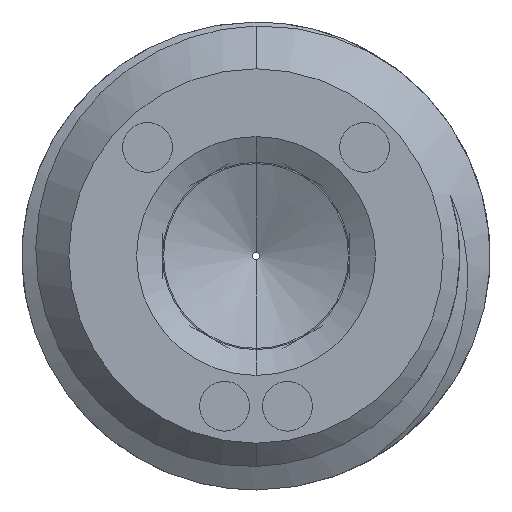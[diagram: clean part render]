
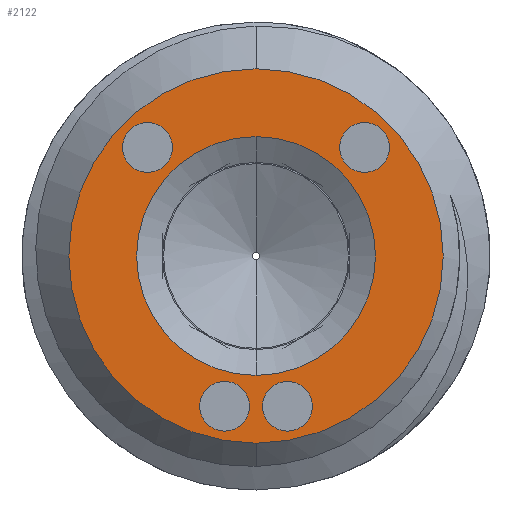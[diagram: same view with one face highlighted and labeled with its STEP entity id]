
A CAD part, left-side view. The second image highlights one B-rep face of the part: STEP entity #2122.
In plain terms, the highlighted planar face has unit normal (-1, 0, 0).
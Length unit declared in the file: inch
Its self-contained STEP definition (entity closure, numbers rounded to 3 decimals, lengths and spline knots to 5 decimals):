
#2 = DIRECTION ( 'NONE',  ( 0., 0., 1. ) ) ;
#4 = EDGE_CURVE ( 'NONE', #1492, #530, #1663, .T. ) ;
#26 = CIRCLE ( 'NONE', #2650, 0.01663 ) ;
#45 = VERTEX_POINT ( 'NONE', #1294 ) ;
#50 = DIRECTION ( 'NONE',  ( 1., 0., 0. ) ) ;
#58 = DIRECTION ( 'NONE',  ( -1., 0., 0. ) ) ;
#61 = CARTESIAN_POINT ( 'NONE',  ( -0.14, -0.07248, 0.07248 ) ) ;
#74 = CARTESIAN_POINT ( 'NONE',  ( -0.14, 0.021, -0.11695 ) ) ;
#75 = AXIS2_PLACEMENT_3D ( 'NONE', #3052, #3283, #3276 ) ;
#84 = ORIENTED_EDGE ( 'NONE', *, *, #2731, .F. ) ;
#87 = AXIS2_PLACEMENT_3D ( 'NONE', #1729, #176, #1966 ) ;
#147 = FACE_BOUND ( 'NONE', #369, .T. ) ;
#158 = EDGE_LOOP ( 'NONE', ( #2304, #3041 ) ) ;
#176 = DIRECTION ( 'NONE',  ( 1., 0., 0. ) ) ;
#223 = EDGE_CURVE ( 'NONE', #526, #45, #436, .T. ) ;
#228 = DIRECTION ( 'NONE',  ( 0., 0., 1. ) ) ;
#249 = DIRECTION ( 'NONE',  ( 1., 0., 0. ) ) ;
#256 = AXIS2_PLACEMENT_3D ( 'NONE', #1975, #968, #1375 ) ;
#266 = EDGE_CURVE ( 'NONE', #2408, #707, #317, .T. ) ;
#276 = EDGE_LOOP ( 'NONE', ( #327, #1031 ) ) ;
#305 = CIRCLE ( 'NONE', #801, 0.125 ) ;
#317 = CIRCLE ( 'NONE', #87, 0.125 ) ;
#327 = ORIENTED_EDGE ( 'NONE', *, *, #333, .F. ) ;
#333 = EDGE_CURVE ( 'NONE', #1347, #3260, #480, .T. ) ;
#348 = DIRECTION ( 'NONE',  ( 0., 0., -1. ) ) ;
#359 = ORIENTED_EDGE ( 'NONE', *, *, #1953, .F. ) ;
#368 = DIRECTION ( 'NONE',  ( -1., 0., 0. ) ) ;
#369 = EDGE_LOOP ( 'NONE', ( #84, #2679 ) ) ;
#436 = CIRCLE ( 'NONE', #2183, 0.01663 ) ;
#480 = CIRCLE ( 'NONE', #256, 0.01663 ) ;
#494 = DIRECTION ( 'NONE',  ( 0., 0., 1. ) ) ;
#523 = DIRECTION ( 'NONE',  ( -1., 0., 0. ) ) ;
#526 = VERTEX_POINT ( 'NONE', #2549 ) ;
#530 = VERTEX_POINT ( 'NONE', #3024 ) ;
#562 = ORIENTED_EDGE ( 'NONE', *, *, #572, .F. ) ;
#572 = EDGE_CURVE ( 'NONE', #712, #2058, #26, .T. ) ;
#638 = FACE_BOUND ( 'NONE', #1670, .T. ) ;
#707 = VERTEX_POINT ( 'NONE', #2904 ) ;
#712 = VERTEX_POINT ( 'NONE', #2917 ) ;
#742 = CIRCLE ( 'NONE', #1376, 0.01663 ) ;
#773 = EDGE_CURVE ( 'NONE', #2058, #712, #742, .T. ) ;
#801 = AXIS2_PLACEMENT_3D ( 'NONE', #3015, #249, #1763 ) ;
#849 = AXIS2_PLACEMENT_3D ( 'NONE', #1462, #2252, #3264 ) ;
#885 = CARTESIAN_POINT ( 'NONE',  ( -0.14, -0.021, -0.11695 ) ) ;
#968 = DIRECTION ( 'NONE',  ( -1., 0., 0. ) ) ;
#1007 = FACE_OUTER_BOUND ( 'NONE', #158, .T. ) ;
#1031 = ORIENTED_EDGE ( 'NONE', *, *, #2529, .F. ) ;
#1035 = CARTESIAN_POINT ( 'NONE',  ( -0.14, 0.07248, 0.07248 ) ) ;
#1076 = CARTESIAN_POINT ( 'NONE',  ( -0.14, 0., 0. ) ) ;
#1086 = PLANE ( 'NONE',  #1164 ) ;
#1113 = EDGE_CURVE ( 'NONE', #1788, #1150, #2868, .T. ) ;
#1150 = VERTEX_POINT ( 'NONE', #1428 ) ;
#1164 = AXIS2_PLACEMENT_3D ( 'NONE', #1076, #50, #348 ) ;
#1181 = EDGE_LOOP ( 'NONE', ( #562, #2959 ) ) ;
#1247 = CARTESIAN_POINT ( 'NONE',  ( -0.14, 0., 0. ) ) ;
#1294 = CARTESIAN_POINT ( 'NONE',  ( -0.14, -0.07248, 0.0891 ) ) ;
#1347 = VERTEX_POINT ( 'NONE', #1480 ) ;
#1349 = AXIS2_PLACEMENT_3D ( 'NONE', #1035, #2835, #2 ) ;
#1370 = AXIS2_PLACEMENT_3D ( 'NONE', #1247, #1505, #2547 ) ;
#1375 = DIRECTION ( 'NONE',  ( 0., 0., 1. ) ) ;
#1376 = AXIS2_PLACEMENT_3D ( 'NONE', #2865, #58, #2611 ) ;
#1428 = CARTESIAN_POINT ( 'NONE',  ( -0.14, 0.07248, 0.0891 ) ) ;
#1444 = FACE_BOUND ( 'NONE', #276, .T. ) ;
#1462 = CARTESIAN_POINT ( 'NONE',  ( -0.14, 0.07248, 0.07248 ) ) ;
#1480 = CARTESIAN_POINT ( 'NONE',  ( -0.14, -0.021, -0.0837 ) ) ;
#1492 = VERTEX_POINT ( 'NONE', #2388 ) ;
#1505 = DIRECTION ( 'NONE',  ( 1., 0., 0. ) ) ;
#1541 = AXIS2_PLACEMENT_3D ( 'NONE', #3033, #523, #228 ) ;
#1566 = FACE_BOUND ( 'NONE', #2626, .T. ) ;
#1584 = CARTESIAN_POINT ( 'NONE',  ( -0.14, -0.07248, 0.07248 ) ) ;
#1625 = DIRECTION ( 'NONE',  ( 0., 0., 1. ) ) ;
#1653 = CIRCLE ( 'NONE', #1370, 0.07975 ) ;
#1663 = CIRCLE ( 'NONE', #75, 0.07975 ) ;
#1670 = EDGE_LOOP ( 'NONE', ( #359, #2239 ) ) ;
#1729 = CARTESIAN_POINT ( 'NONE',  ( -0.14, 0., 0. ) ) ;
#1741 = ORIENTED_EDGE ( 'NONE', *, *, #4, .T. ) ;
#1752 = CARTESIAN_POINT ( 'NONE',  ( -0.14, 0.07248, 0.05585 ) ) ;
#1763 = DIRECTION ( 'NONE',  ( 0., 0., -1. ) ) ;
#1788 = VERTEX_POINT ( 'NONE', #1752 ) ;
#1863 = DIRECTION ( 'NONE',  ( -1., 0., 0. ) ) ;
#1953 = EDGE_CURVE ( 'NONE', #1150, #1788, #2536, .T. ) ;
#1966 = DIRECTION ( 'NONE',  ( 0., 0., -1. ) ) ;
#1975 = CARTESIAN_POINT ( 'NONE',  ( -0.14, -0.021, -0.10033 ) ) ;
#2010 = CIRCLE ( 'NONE', #1541, 0.01663 ) ;
#2013 = FACE_BOUND ( 'NONE', #1181, .T. ) ;
#2058 = VERTEX_POINT ( 'NONE', #74 ) ;
#2122 = ADVANCED_FACE ( 'NONE', ( #1444, #2013, #147, #638, #1566, #1007 ), #1086, .F. ) ;
#2134 = AXIS2_PLACEMENT_3D ( 'NONE', #1584, #368, #3159 ) ;
#2183 = AXIS2_PLACEMENT_3D ( 'NONE', #61, #1863, #1625 ) ;
#2234 = CARTESIAN_POINT ( 'NONE',  ( -0.14, 0.021, -0.10033 ) ) ;
#2239 = ORIENTED_EDGE ( 'NONE', *, *, #1113, .F. ) ;
#2252 = DIRECTION ( 'NONE',  ( -1., 0., 0. ) ) ;
#2304 = ORIENTED_EDGE ( 'NONE', *, *, #2380, .F. ) ;
#2380 = EDGE_CURVE ( 'NONE', #707, #2408, #305, .T. ) ;
#2388 = CARTESIAN_POINT ( 'NONE',  ( -0.14, 0., 0.07975 ) ) ;
#2408 = VERTEX_POINT ( 'NONE', #2768 ) ;
#2466 = ORIENTED_EDGE ( 'NONE', *, *, #2512, .T. ) ;
#2512 = EDGE_CURVE ( 'NONE', #530, #1492, #1653, .T. ) ;
#2529 = EDGE_CURVE ( 'NONE', #3260, #1347, #2010, .T. ) ;
#2536 = CIRCLE ( 'NONE', #1349, 0.01663 ) ;
#2547 = DIRECTION ( 'NONE',  ( 0., 0., -1. ) ) ;
#2549 = CARTESIAN_POINT ( 'NONE',  ( -0.14, -0.07248, 0.05585 ) ) ;
#2611 = DIRECTION ( 'NONE',  ( 0., 0., 1. ) ) ;
#2626 = EDGE_LOOP ( 'NONE', ( #1741, #2466 ) ) ;
#2650 = AXIS2_PLACEMENT_3D ( 'NONE', #2234, #3035, #494 ) ;
#2679 = ORIENTED_EDGE ( 'NONE', *, *, #223, .F. ) ;
#2731 = EDGE_CURVE ( 'NONE', #45, #526, #2949, .T. ) ;
#2768 = CARTESIAN_POINT ( 'NONE',  ( -0.14, 0., 0.125 ) ) ;
#2835 = DIRECTION ( 'NONE',  ( -1., 0., 0. ) ) ;
#2865 = CARTESIAN_POINT ( 'NONE',  ( -0.14, 0.021, -0.10033 ) ) ;
#2868 = CIRCLE ( 'NONE', #849, 0.01663 ) ;
#2904 = CARTESIAN_POINT ( 'NONE',  ( -0.14, 0., -0.125 ) ) ;
#2917 = CARTESIAN_POINT ( 'NONE',  ( -0.14, 0.021, -0.0837 ) ) ;
#2949 = CIRCLE ( 'NONE', #2134, 0.01663 ) ;
#2959 = ORIENTED_EDGE ( 'NONE', *, *, #773, .F. ) ;
#3015 = CARTESIAN_POINT ( 'NONE',  ( -0.14, 0., 0. ) ) ;
#3024 = CARTESIAN_POINT ( 'NONE',  ( -0.14, 0., -0.07975 ) ) ;
#3033 = CARTESIAN_POINT ( 'NONE',  ( -0.14, -0.021, -0.10033 ) ) ;
#3035 = DIRECTION ( 'NONE',  ( -1., 0., 0. ) ) ;
#3041 = ORIENTED_EDGE ( 'NONE', *, *, #266, .F. ) ;
#3052 = CARTESIAN_POINT ( 'NONE',  ( -0.14, 0., 0. ) ) ;
#3159 = DIRECTION ( 'NONE',  ( 0., 0., 1. ) ) ;
#3260 = VERTEX_POINT ( 'NONE', #885 ) ;
#3264 = DIRECTION ( 'NONE',  ( 0., 0., 1. ) ) ;
#3276 = DIRECTION ( 'NONE',  ( 0., 0., -1. ) ) ;
#3283 = DIRECTION ( 'NONE',  ( 1., 0., 0. ) ) ;
